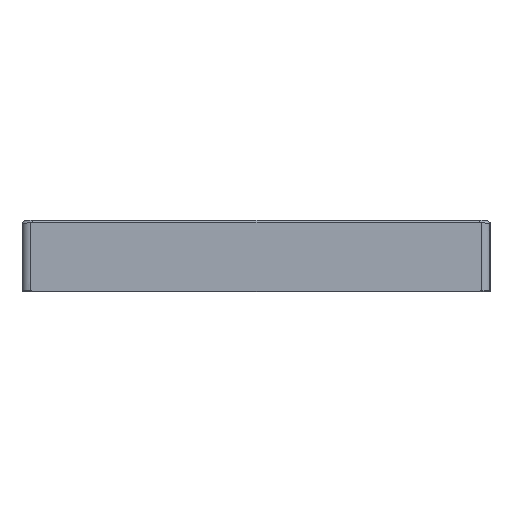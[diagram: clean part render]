
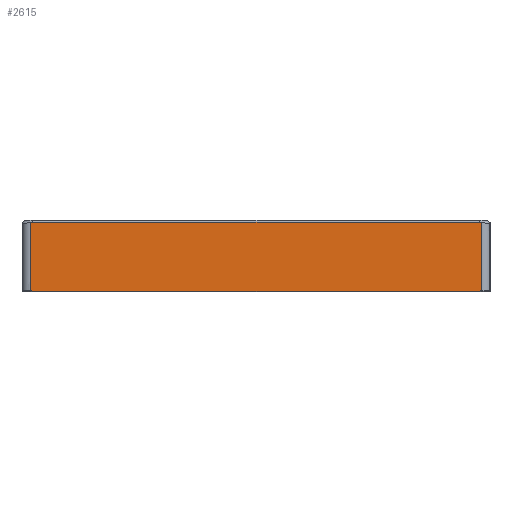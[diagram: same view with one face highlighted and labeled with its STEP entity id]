
A CAD part, left-side view. The second image highlights one B-rep face of the part: STEP entity #2615.
In plain terms, the highlighted planar face has unit normal (-1, 0, 0).
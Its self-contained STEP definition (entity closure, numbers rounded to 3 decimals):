
#53=PLANE('',#2807);
#217=(
BOUNDED_CURVE()
B_SPLINE_CURVE(2,(#3977,#3978,#3979),.UNSPECIFIED.,.F.,.F.)
B_SPLINE_CURVE_WITH_KNOTS((3,3),(2.922,3.246),
 .UNSPECIFIED.)
CURVE()
GEOMETRIC_REPRESENTATION_ITEM()
RATIONAL_B_SPLINE_CURVE((4.889,4.889,4.841))
REPRESENTATION_ITEM('')
);
#218=(
BOUNDED_CURVE()
B_SPLINE_CURVE(2,(#4026,#4027,#4028),.UNSPECIFIED.,.F.,.F.)
B_SPLINE_CURVE_WITH_KNOTS((3,3),(2.922,3.246),
 .UNSPECIFIED.)
CURVE()
GEOMETRIC_REPRESENTATION_ITEM()
RATIONAL_B_SPLINE_CURVE((4.889,4.889,4.841))
REPRESENTATION_ITEM('')
);
#219=(
BOUNDED_CURVE()
B_SPLINE_CURVE(2,(#4042,#4043,#4044),.UNSPECIFIED.,.F.,.F.)
B_SPLINE_CURVE_WITH_KNOTS((3,3),(2.183,2.462),
 .UNSPECIFIED.)
CURVE()
GEOMETRIC_REPRESENTATION_ITEM()
RATIONAL_B_SPLINE_CURVE((4.199,4.241,4.241))
REPRESENTATION_ITEM('')
);
#220=(
BOUNDED_CURVE()
B_SPLINE_CURVE(2,(#4047,#4048,#4049),.UNSPECIFIED.,.F.,.F.)
B_SPLINE_CURVE_WITH_KNOTS((3,3),(1.311,1.476),
 .UNSPECIFIED.)
CURVE()
GEOMETRIC_REPRESENTATION_ITEM()
RATIONAL_B_SPLINE_CURVE((2.62,2.62,2.595))
REPRESENTATION_ITEM('')
);
#311=FACE_OUTER_BOUND('',#473,.T.);
#473=EDGE_LOOP('',(#1967,#1968,#1969,#1970,#1971,#1972,#1973,#1974));
#632=LINE('',#3942,#896);
#638=LINE('',#4003,#902);
#689=LINE('',#4154,#953);
#691=LINE('',#4157,#955);
#896=VECTOR('',#3048,10.);
#902=VECTOR('',#3062,10.);
#953=VECTOR('',#3191,10.);
#955=VECTOR('',#3195,10.);
#1181=VERTEX_POINT('',#3925);
#1182=VERTEX_POINT('',#3941);
#1187=VERTEX_POINT('',#3976);
#1190=VERTEX_POINT('',#3986);
#1191=VERTEX_POINT('',#4002);
#1194=VERTEX_POINT('',#4024);
#1199=VERTEX_POINT('',#4040);
#1200=VERTEX_POINT('',#4046);
#1426=EDGE_CURVE('',#1181,#1182,#632,.T.);
#1434=EDGE_CURVE('',#1187,#1182,#217,.T.);
#1439=EDGE_CURVE('',#1190,#1191,#638,.T.);
#1444=EDGE_CURVE('',#1194,#1190,#218,.T.);
#1451=EDGE_CURVE('',#1181,#1199,#219,.T.);
#1452=EDGE_CURVE('',#1200,#1191,#220,.T.);
#1505=EDGE_CURVE('',#1187,#1194,#689,.T.);
#1507=EDGE_CURVE('',#1200,#1199,#691,.T.);
#1967=ORIENTED_EDGE('',*,*,#1426,.F.);
#1968=ORIENTED_EDGE('',*,*,#1451,.T.);
#1969=ORIENTED_EDGE('',*,*,#1507,.F.);
#1970=ORIENTED_EDGE('',*,*,#1452,.T.);
#1971=ORIENTED_EDGE('',*,*,#1439,.F.);
#1972=ORIENTED_EDGE('',*,*,#1444,.F.);
#1973=ORIENTED_EDGE('',*,*,#1505,.F.);
#1974=ORIENTED_EDGE('',*,*,#1434,.T.);
#2615=ADVANCED_FACE('',(#311),#53,.T.);
#2807=AXIS2_PLACEMENT_3D('',#4156,#3193,#3194);
#3048=DIRECTION('',(0.,0.,-1.));
#3062=DIRECTION('',(0.,0.,1.));
#3191=DIRECTION('',(0.,1.,0.));
#3193=DIRECTION('center_axis',(-1.,0.,0.));
#3194=DIRECTION('ref_axis',(0.,1.,0.));
#3195=DIRECTION('',(0.,-1.,0.));
#3925=CARTESIAN_POINT('',(-4.88,-5.217,11.25));
#3941=CARTESIAN_POINT('',(-4.88,-5.217,-4.855));
#3942=CARTESIAN_POINT('',(-4.88,-5.217,11.8));
#3976=CARTESIAN_POINT('',(-4.88,-4.717,-4.905));
#3977=CARTESIAN_POINT('Ctrl Pts',(-4.88,-4.717,-4.905));
#3978=CARTESIAN_POINT('Ctrl Pts',(-4.88,-4.965,-4.905));
#3979=CARTESIAN_POINT('Ctrl Pts',(-4.88,-5.217,-4.855));
#3986=CARTESIAN_POINT('',(-4.88,100.983,-4.855));
#4002=CARTESIAN_POINT('',(-4.88,100.983,11.25));
#4003=CARTESIAN_POINT('',(-4.88,100.983,11.8));
#4024=CARTESIAN_POINT('',(-4.88,100.483,-4.905));
#4026=CARTESIAN_POINT('Ctrl Pts',(-4.88,100.483,-4.905));
#4027=CARTESIAN_POINT('Ctrl Pts',(-4.88,100.73,-4.905));
#4028=CARTESIAN_POINT('Ctrl Pts',(-4.88,100.983,-4.855));
#4040=CARTESIAN_POINT('',(-4.88,-4.717,11.3));
#4042=CARTESIAN_POINT('Ctrl Pts',(-4.88,-5.217,11.25));
#4043=CARTESIAN_POINT('Ctrl Pts',(-4.88,-4.965,11.3));
#4044=CARTESIAN_POINT('Ctrl Pts',(-4.88,-4.717,11.3));
#4046=CARTESIAN_POINT('',(-4.88,100.483,11.3));
#4047=CARTESIAN_POINT('Ctrl Pts',(-4.88,100.483,11.3));
#4048=CARTESIAN_POINT('Ctrl Pts',(-4.88,100.73,11.3));
#4049=CARTESIAN_POINT('Ctrl Pts',(-4.88,100.983,11.25));
#4154=CARTESIAN_POINT('',(-4.88,20.333,-4.905));
#4156=CARTESIAN_POINT('Origin',(-4.88,-7.217,11.8));
#4157=CARTESIAN_POINT('',(-4.88,20.333,11.3));
